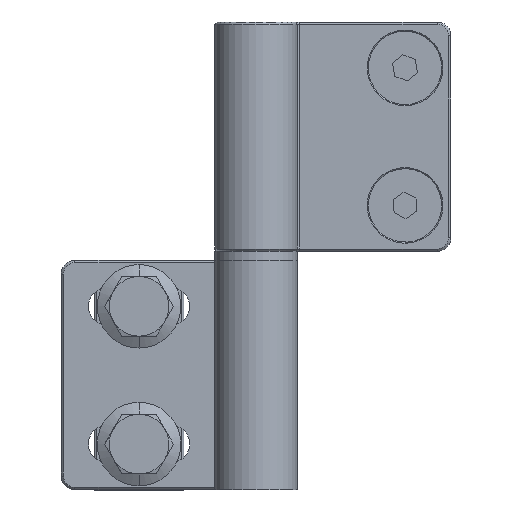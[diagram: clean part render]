
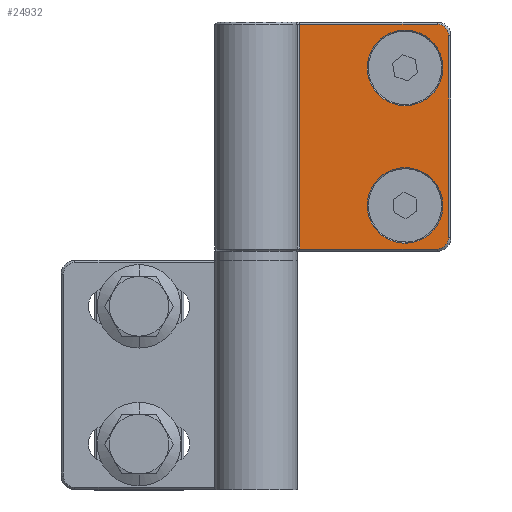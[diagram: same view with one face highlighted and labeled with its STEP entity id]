
A CAD part, front view. The second image highlights one B-rep face of the part: STEP entity #24932.
In plain terms, the highlighted planar face has unit normal (0, -1, 0).
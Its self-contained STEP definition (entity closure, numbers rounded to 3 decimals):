
#181=FACE_BOUND('',#3730,.T.);
#182=FACE_BOUND('',#3731,.T.);
#208=PLANE('',#26792);
#1920=FACE_OUTER_BOUND('',#3729,.T.);
#3729=EDGE_LOOP('',(#17652,#17653,#17654,#17655,#17656,#17657));
#3730=EDGE_LOOP('',(#17658,#17659));
#3731=EDGE_LOOP('',(#17660,#17661));
#5577=LINE('',#38031,#8264);
#5578=LINE('',#38033,#8265);
#5579=LINE('',#38037,#8266);
#5580=LINE('',#38040,#8267);
#8264=VECTOR('',#29760,49.);
#8265=VECTOR('',#29761,30.);
#8266=VECTOR('',#29764,44.);
#8267=VECTOR('',#29767,30.);
#10896=CIRCLE('',#26757,8.25);
#10900=CIRCLE('',#26764,8.25);
#10919=CIRCLE('',#26793,2.5);
#10920=CIRCLE('',#26794,2.5);
#10921=CIRCLE('',#26795,8.25);
#10922=CIRCLE('',#26796,8.25);
#11887=VERTEX_POINT('',#37915);
#11888=VERTEX_POINT('',#37917);
#11895=VERTEX_POINT('',#37936);
#11896=VERTEX_POINT('',#37938);
#11931=VERTEX_POINT('',#38029);
#11932=VERTEX_POINT('',#38030);
#11933=VERTEX_POINT('',#38032);
#11934=VERTEX_POINT('',#38034);
#11935=VERTEX_POINT('',#38036);
#11936=VERTEX_POINT('',#38038);
#13821=EDGE_CURVE('',#11887,#11888,#10896,.T.);
#13831=EDGE_CURVE('',#11895,#11896,#10900,.T.);
#13877=EDGE_CURVE('',#11931,#11932,#5577,.T.);
#13878=EDGE_CURVE('',#11932,#11933,#5578,.T.);
#13879=EDGE_CURVE('',#11933,#11934,#10919,.T.);
#13880=EDGE_CURVE('',#11934,#11935,#5579,.T.);
#13881=EDGE_CURVE('',#11935,#11936,#10920,.T.);
#13882=EDGE_CURVE('',#11936,#11931,#5580,.T.);
#13883=EDGE_CURVE('',#11888,#11887,#10921,.T.);
#13884=EDGE_CURVE('',#11896,#11895,#10922,.T.);
#17652=ORIENTED_EDGE('',*,*,#13877,.T.);
#17653=ORIENTED_EDGE('',*,*,#13878,.T.);
#17654=ORIENTED_EDGE('',*,*,#13879,.T.);
#17655=ORIENTED_EDGE('',*,*,#13880,.T.);
#17656=ORIENTED_EDGE('',*,*,#13881,.T.);
#17657=ORIENTED_EDGE('',*,*,#13882,.T.);
#17658=ORIENTED_EDGE('',*,*,#13883,.F.);
#17659=ORIENTED_EDGE('',*,*,#13821,.F.);
#17660=ORIENTED_EDGE('',*,*,#13884,.F.);
#17661=ORIENTED_EDGE('',*,*,#13831,.F.);
#24932=ADVANCED_FACE('',(#1920,#181,#182),#208,.F.);
#26757=AXIS2_PLACEMENT_3D('',#37918,#29655,#29656);
#26764=AXIS2_PLACEMENT_3D('',#37939,#29675,#29676);
#26792=AXIS2_PLACEMENT_3D('',#38028,#29758,#29759);
#26793=AXIS2_PLACEMENT_3D('',#38035,#29762,#29763);
#26794=AXIS2_PLACEMENT_3D('',#38039,#29765,#29766);
#26795=AXIS2_PLACEMENT_3D('',#38041,#29768,#29769);
#26796=AXIS2_PLACEMENT_3D('',#38042,#29770,#29771);
#29655=DIRECTION('center_axis',(0.,-1.,0.));
#29656=DIRECTION('ref_axis',(0.,0.,-1.));
#29675=DIRECTION('center_axis',(0.,-1.,0.));
#29676=DIRECTION('ref_axis',(0.,0.,-1.));
#29758=DIRECTION('center_axis',(0.,1.,0.));
#29759=DIRECTION('ref_axis',(1.,0.,0.));
#29760=DIRECTION('',(0.,0.,-1.));
#29761=DIRECTION('',(1.,0.,0.));
#29762=DIRECTION('center_axis',(0.,-1.,0.));
#29763=DIRECTION('ref_axis',(0.,0.,1.));
#29764=DIRECTION('',(0.,0.,1.));
#29765=DIRECTION('center_axis',(0.,-1.,0.));
#29766=DIRECTION('ref_axis',(0.,0.,1.));
#29767=DIRECTION('',(-1.,0.,0.));
#29768=DIRECTION('center_axis',(0.,-1.,0.));
#29769=DIRECTION('ref_axis',(0.,0.,-1.));
#29770=DIRECTION('center_axis',(0.,-1.,0.));
#29771=DIRECTION('ref_axis',(0.,0.,-1.));
#37915=CARTESIAN_POINT('',(32.5,4.,19.25));
#37917=CARTESIAN_POINT('',(32.5,4.,2.75));
#37918=CARTESIAN_POINT('Origin',(32.5,4.,11.));
#37936=CARTESIAN_POINT('',(32.5,4.,49.25));
#37938=CARTESIAN_POINT('',(32.5,4.,32.75));
#37939=CARTESIAN_POINT('Origin',(32.5,4.,41.));
#38028=CARTESIAN_POINT('Origin',(42.5,4.,1.));
#38029=CARTESIAN_POINT('',(9.5,4.,50.5));
#38030=CARTESIAN_POINT('',(9.5,4.,1.5));
#38031=CARTESIAN_POINT('',(9.5,4.,1.));
#38032=CARTESIAN_POINT('',(39.5,4.,1.5));
#38033=CARTESIAN_POINT('',(39.5,4.,1.5));
#38034=CARTESIAN_POINT('',(42.,4.,4.));
#38035=CARTESIAN_POINT('Origin',(39.5,4.,4.));
#38036=CARTESIAN_POINT('',(42.,4.,48.));
#38037=CARTESIAN_POINT('',(42.,4.,1.));
#38038=CARTESIAN_POINT('',(39.5,4.,50.5));
#38039=CARTESIAN_POINT('Origin',(39.5,4.,48.));
#38040=CARTESIAN_POINT('',(42.5,4.,50.5));
#38041=CARTESIAN_POINT('Origin',(32.5,4.,11.));
#38042=CARTESIAN_POINT('Origin',(32.5,4.,41.));
